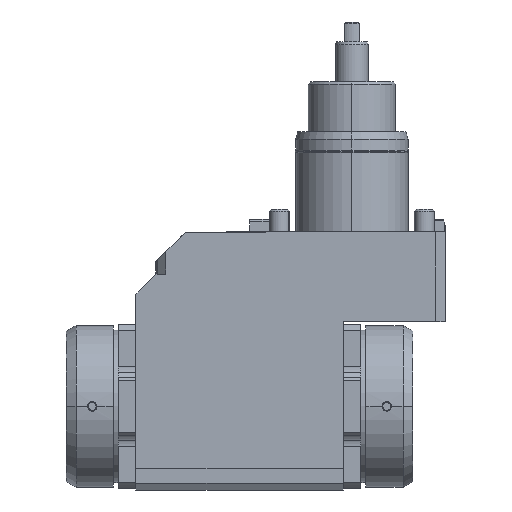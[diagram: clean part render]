
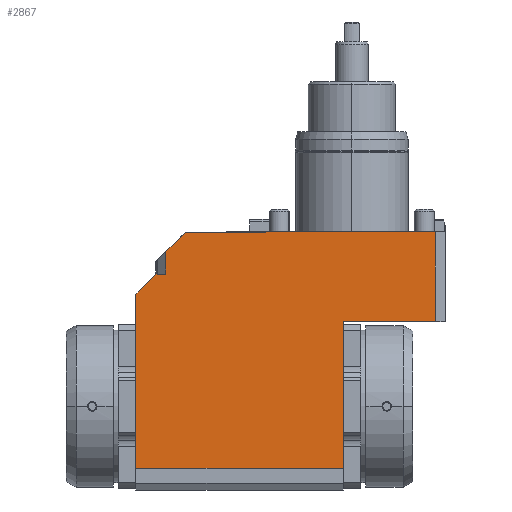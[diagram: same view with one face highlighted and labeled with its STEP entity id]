
A CAD part, front view. The second image highlights one B-rep face of the part: STEP entity #2867.
In plain terms, the highlighted planar face has unit normal (0, -1, 0).
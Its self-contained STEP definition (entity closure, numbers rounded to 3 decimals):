
#2701=CARTESIAN_POINT('',(-86.5,-37.5,-25.));
#2702=VERTEX_POINT('',#2701);
#2709=CARTESIAN_POINT('',(-78.5,-37.5,-17.));
#2710=VERTEX_POINT('',#2709);
#2711=CARTESIAN_POINT('',(-86.5,-37.5,-25.));
#2712=DIRECTION('',(0.707,0.,0.707));
#2713=VECTOR('',#2712,11.314);
#2714=LINE('',#2711,#2713);
#2715=EDGE_CURVE('',#2702,#2710,#2714,.T.);
#2773=CARTESIAN_POINT('',(37.5,-37.5,-70.));
#2774=DIRECTION('',(-0.,-1.,-0.));
#2775=DIRECTION('',(1.,-0.,-0.));
#2776=AXIS2_PLACEMENT_3D('',#2773,#2774,#2775);
#2777=PLANE('',#2776);
#2778=CARTESIAN_POINT('',(-86.5,-37.5,-94.821));
#2779=VERTEX_POINT('',#2778);
#2780=CARTESIAN_POINT('',(-3.5,-37.5,-94.821));
#2781=VERTEX_POINT('',#2780);
#2782=CARTESIAN_POINT('',(-86.5,-37.5,-94.821));
#2783=DIRECTION('',(1.,0.,-0.));
#2784=VECTOR('',#2783,83.);
#2785=LINE('',#2782,#2784);
#2786=EDGE_CURVE('',#2779,#2781,#2785,.T.);
#2787=ORIENTED_EDGE('',*,*,#2786,.T.);
#2788=CARTESIAN_POINT('',(-3.5,-37.5,-36.));
#2789=VERTEX_POINT('',#2788);
#2790=CARTESIAN_POINT('',(-3.5,-37.5,-94.821));
#2791=DIRECTION('',(0.,0.,1.));
#2792=VECTOR('',#2791,58.821);
#2793=LINE('',#2790,#2792);
#2794=EDGE_CURVE('',#2781,#2789,#2793,.T.);
#2795=ORIENTED_EDGE('',*,*,#2794,.T.);
#2796=CARTESIAN_POINT('',(33.5,-37.5,-36.));
#2797=VERTEX_POINT('',#2796);
#2798=CARTESIAN_POINT('',(-3.5,-37.5,-36.));
#2799=DIRECTION('',(1.,0.,-0.));
#2800=VECTOR('',#2799,37.);
#2801=LINE('',#2798,#2800);
#2802=EDGE_CURVE('',#2789,#2797,#2801,.T.);
#2803=ORIENTED_EDGE('',*,*,#2802,.T.);
#2804=CARTESIAN_POINT('',(33.5,-37.5,-0.));
#2805=VERTEX_POINT('',#2804);
#2806=CARTESIAN_POINT('',(33.5,-37.5,-0.));
#2807=DIRECTION('',(-0.,0.,-1.));
#2808=VECTOR('',#2807,36.);
#2809=LINE('',#2806,#2808);
#2810=EDGE_CURVE('',#2805,#2797,#2809,.T.);
#2811=ORIENTED_EDGE('',*,*,#2810,.F.);
#2812=CARTESIAN_POINT('',(-34.565,-37.5,0.));
#2813=VERTEX_POINT('',#2812);
#2814=CARTESIAN_POINT('',(-34.565,-37.5,0.));
#2815=DIRECTION('',(1.,0.,-0.));
#2816=VECTOR('',#2815,68.065);
#2817=LINE('',#2814,#2816);
#2818=EDGE_CURVE('',#2813,#2805,#2817,.T.);
#2819=ORIENTED_EDGE('',*,*,#2818,.F.);
#2820=CARTESIAN_POINT('',(-34.565,-37.5,-0.2));
#2821=VERTEX_POINT('',#2820);
#2822=CARTESIAN_POINT('',(-34.565,-37.5,0.));
#2823=DIRECTION('',(0.,0.,-1.));
#2824=VECTOR('',#2823,0.2);
#2825=LINE('',#2822,#2824);
#2826=EDGE_CURVE('',#2813,#2821,#2825,.T.);
#2827=ORIENTED_EDGE('',*,*,#2826,.T.);
#2828=CARTESIAN_POINT('',(-66.7,-37.5,-0.2));
#2829=VERTEX_POINT('',#2828);
#2830=CARTESIAN_POINT('',(-34.565,-37.5,-0.2));
#2831=DIRECTION('',(-1.,0.,0.));
#2832=VECTOR('',#2831,32.135);
#2833=LINE('',#2830,#2832);
#2834=EDGE_CURVE('',#2821,#2829,#2833,.T.);
#2835=ORIENTED_EDGE('',*,*,#2834,.T.);
#2836=CARTESIAN_POINT('',(-74.5,-37.5,-8.));
#2837=VERTEX_POINT('',#2836);
#2838=CARTESIAN_POINT('',(-74.5,-37.5,-8.));
#2839=DIRECTION('',(0.707,0.,0.707));
#2840=VECTOR('',#2839,11.031);
#2841=LINE('',#2838,#2840);
#2842=EDGE_CURVE('',#2837,#2829,#2841,.T.);
#2843=ORIENTED_EDGE('',*,*,#2842,.F.);
#2844=CARTESIAN_POINT('',(-74.5,-37.5,-17.));
#2845=VERTEX_POINT('',#2844);
#2846=CARTESIAN_POINT('',(-74.5,-37.5,-17.));
#2847=DIRECTION('',(0.,0.,1.));
#2848=VECTOR('',#2847,9.);
#2849=LINE('',#2846,#2848);
#2850=EDGE_CURVE('',#2845,#2837,#2849,.T.);
#2851=ORIENTED_EDGE('',*,*,#2850,.F.);
#2852=CARTESIAN_POINT('',(-74.5,-37.5,-17.));
#2853=DIRECTION('',(-1.,-0.,0.));
#2854=VECTOR('',#2853,4.);
#2855=LINE('',#2852,#2854);
#2856=EDGE_CURVE('',#2845,#2710,#2855,.T.);
#2857=ORIENTED_EDGE('',*,*,#2856,.T.);
#2858=ORIENTED_EDGE('',*,*,#2715,.F.);
#2859=CARTESIAN_POINT('',(-86.5,-37.5,-25.));
#2860=DIRECTION('',(0.,0.,-1.));
#2861=VECTOR('',#2860,69.821);
#2862=LINE('',#2859,#2861);
#2863=EDGE_CURVE('',#2702,#2779,#2862,.T.);
#2864=ORIENTED_EDGE('',*,*,#2863,.T.);
#2865=EDGE_LOOP('',(#2787,#2795,#2803,#2811,#2819,#2827,#2835,#2843,#2851,#2857,#2858,#2864));
#2866=FACE_BOUND('',#2865,.T.);
#2867=ADVANCED_FACE('',(#2866),#2777,.T.);
